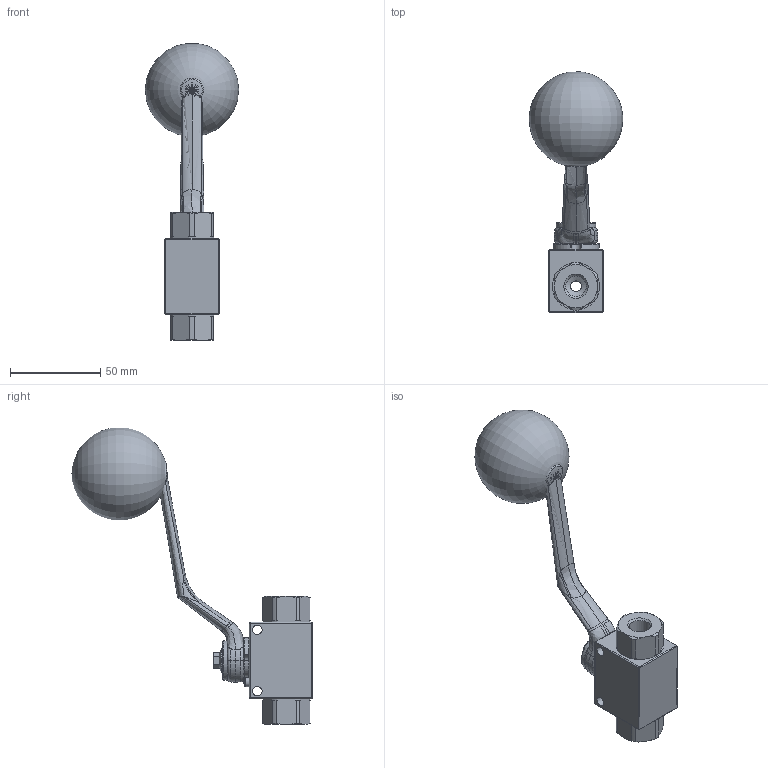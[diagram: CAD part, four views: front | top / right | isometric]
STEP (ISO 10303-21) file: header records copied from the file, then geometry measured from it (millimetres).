
FILE_DESCRIPTION(/* description */ ('Unknown'),/* implementation_level */ '2;1');
FILE_NAME(/* name */ '4500_9769-02',/* time_stamp */ '2023-08-16T10:42:14+02:00',/* author */ ('Unknown'),/* organization */ ('Unknown'),/* preprocessor_version */ 'ST-DEVELOPER v18.102',/* originating_system */ 'Solid Edge',/* authorisation */ 'Unknown');
FILE_SCHEMA (('AUTOMOTIVE_DESIGN {1 0 10303 214 3 1 1}'));
Length unit declared in the file: millimetre
Products named in the file (2): GE2GGT1; Parte2
Assembly tree (1 placements, depth 2):
  GE2GGT1
    Parte2
Bounding box: 51.81 x 133.49 x 164.71 mm (x, y, z)
Volume: 104886 mm3; surface area: 31680.1 mm2
Topology: 2 solids, 5 shells, 379 faces, 976 edges, 602 vertices
Faces by surface type: cylinder 105, plane 105, bspline 62, cone 60, torus 33, sphere 14
Full cylindrical faces by diameter (mm): 2.004 x1, 5 x3, 5.25 x2, 6 x2, 11.445 x2, 13 x1, 14 x1, 17 x1, 18.7 x2, 20.4 x3, 22 x1, 22.3 x2, 26.2 x2
Entity records: 27900 total; most frequent: CARTESIAN_POINT 17990, ORIENTED_EDGE 1766, DIRECTION 1621, EDGE_CURVE 883, AXIS2_PLACEMENT_3D 671, VERTEX_POINT 575, FACE_BOUND 460, EDGE_LOOP 458
